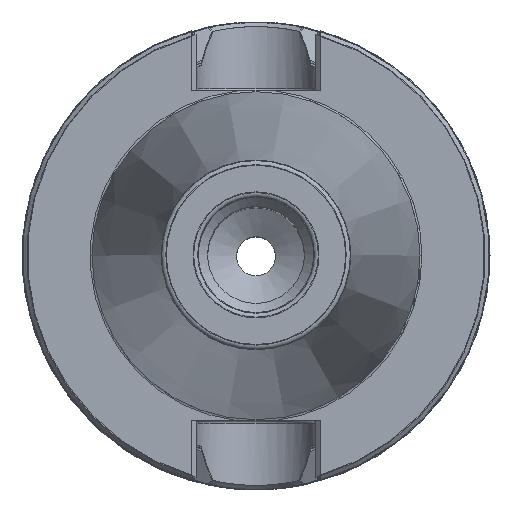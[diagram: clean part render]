
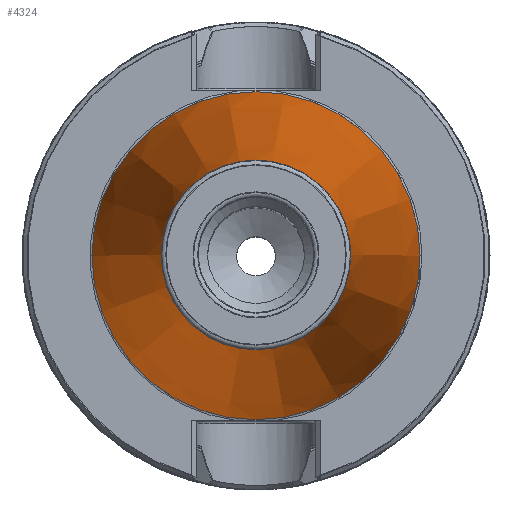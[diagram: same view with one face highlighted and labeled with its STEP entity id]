
A CAD part, top view. The second image highlights one B-rep face of the part: STEP entity #4324.
In plain terms, the highlighted conical face has half-angle 8.297 degrees and reference radius 35.075 mm.
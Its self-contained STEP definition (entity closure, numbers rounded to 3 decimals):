
#419=CONICAL_SURFACE('',#4673,35.075,0.145);
#950=ORIENTED_EDGE('',*,*,#1460,.T.);
#951=ORIENTED_EDGE('',*,*,#1461,.T.);
#1460=EDGE_CURVE('',#1781,#1781,#2000,.F.);
#1461=EDGE_CURVE('',#1782,#1782,#2001,.T.);
#1781=VERTEX_POINT('',#6442);
#1782=VERTEX_POINT('',#6445);
#2000=CIRCLE('',#4672,20.325);
#2001=CIRCLE('',#4674,35.162);
#2285=EDGE_LOOP('',(#950));
#2286=EDGE_LOOP('',(#951));
#2603=FACE_BOUND('',#2285,.T.);
#2604=FACE_BOUND('',#2286,.T.);
#4324=ADVANCED_FACE('',(#2603,#2604),#419,.T.);
#4672=AXIS2_PLACEMENT_3D('',#6441,#5392,#5393);
#4673=AXIS2_PLACEMENT_3D('',#6443,#5394,#5395);
#4674=AXIS2_PLACEMENT_3D('',#6444,#5396,#5397);
#5392=DIRECTION('',(0.,0.,1.));
#5393=DIRECTION('',(1.,0.,0.));
#5394=DIRECTION('',(0.,0.,-1.));
#5395=DIRECTION('',(-1.,0.,0.));
#5396=DIRECTION('',(0.,0.,1.));
#5397=DIRECTION('',(1.,0.,0.));
#6441=CARTESIAN_POINT('',(0.,0.,101.144));
#6442=CARTESIAN_POINT('',(20.325,0.,101.144));
#6443=CARTESIAN_POINT('',(0.,0.,0.));
#6444=CARTESIAN_POINT('',(0.,0.,-0.6));
#6445=CARTESIAN_POINT('',(35.162,0.,-0.6));
